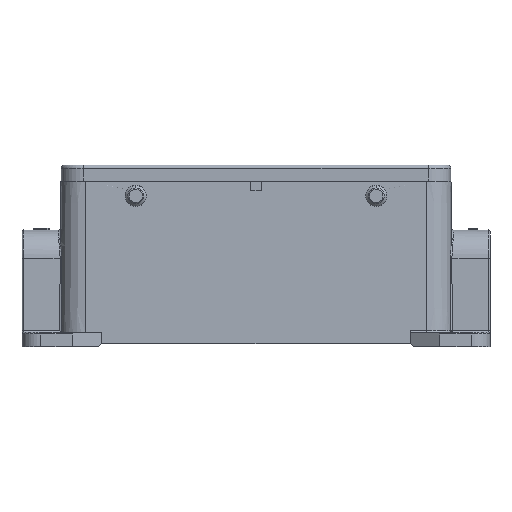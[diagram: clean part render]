
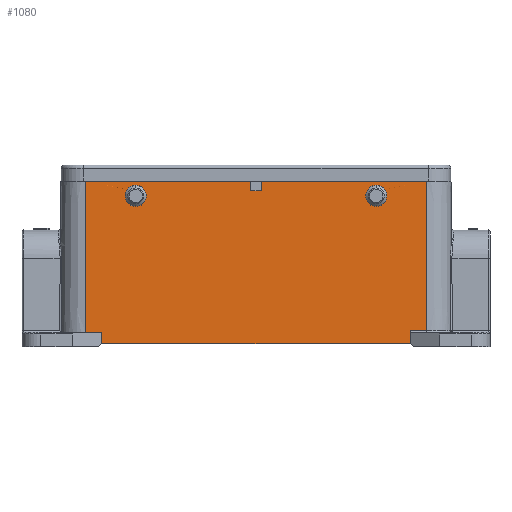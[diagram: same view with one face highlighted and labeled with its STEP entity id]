
A CAD part, left-side view. The second image highlights one B-rep face of the part: STEP entity #1080.
In plain terms, the highlighted planar face has unit normal (-1, 0, 0.009).
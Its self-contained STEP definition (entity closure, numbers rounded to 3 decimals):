
#204=FACE_BOUND('',#2213,.T.);
#205=FACE_BOUND('',#2214,.T.);
#206=FACE_BOUND('',#2215,.T.);
#685=ELLIPSE('',#8403,1.5,1.5);
#687=ELLIPSE('',#8406,1.5,1.5);
#1080=ADVANCED_FACE('',(#204,#205,#206),#1549,.T.);
#1549=PLANE('',#8457);
#2213=EDGE_LOOP('',(#2904,#2905,#2906,#2907,#2908,#2909,#2910,#2911,#2912,
#2913,#2914,#2915));
#2214=EDGE_LOOP('',(#2916));
#2215=EDGE_LOOP('',(#2917));
#2904=ORIENTED_EDGE('',*,*,#6048,.T.);
#2905=ORIENTED_EDGE('',*,*,#6036,.T.);
#2906=ORIENTED_EDGE('',*,*,#6047,.T.);
#2907=ORIENTED_EDGE('',*,*,#6049,.T.);
#2908=ORIENTED_EDGE('',*,*,#6027,.F.);
#2909=ORIENTED_EDGE('',*,*,#6025,.T.);
#2910=ORIENTED_EDGE('',*,*,#6050,.T.);
#2911=ORIENTED_EDGE('',*,*,#6051,.F.);
#2912=ORIENTED_EDGE('',*,*,#6052,.F.);
#2913=ORIENTED_EDGE('',*,*,#6053,.T.);
#2914=ORIENTED_EDGE('',*,*,#6054,.T.);
#2915=ORIENTED_EDGE('',*,*,#6055,.T.);
#2916=ORIENTED_EDGE('',*,*,#5954,.T.);
#2917=ORIENTED_EDGE('',*,*,#5952,.T.);
#5172=VERTEX_POINT('',#11905);
#5174=VERTEX_POINT('',#11910);
#5193=VERTEX_POINT('',#11951);
#5233=VERTEX_POINT('',#12086);
#5234=VERTEX_POINT('',#12088);
#5235=VERTEX_POINT('',#12092);
#5242=VERTEX_POINT('',#12110);
#5243=VERTEX_POINT('',#12111);
#5250=VERTEX_POINT('',#12129);
#5251=VERTEX_POINT('',#12133);
#5252=VERTEX_POINT('',#12136);
#5253=VERTEX_POINT('',#12138);
#5254=VERTEX_POINT('',#12141);
#5255=VERTEX_POINT('',#12143);
#5952=EDGE_CURVE('',#5172,#5172,#685,.T.);
#5954=EDGE_CURVE('',#5174,#5174,#687,.T.);
#6025=EDGE_CURVE('',#5234,#5233,#7178,.T.);
#6027=EDGE_CURVE('',#5234,#5235,#7180,.T.);
#6036=EDGE_CURVE('',#5242,#5243,#7189,.T.);
#6047=EDGE_CURVE('',#5243,#5250,#7196,.T.);
#6048=EDGE_CURVE('',#5251,#5242,#7197,.T.);
#6049=EDGE_CURVE('',#5250,#5235,#7198,.T.);
#6050=EDGE_CURVE('',#5233,#5252,#7199,.T.);
#6051=EDGE_CURVE('',#5253,#5252,#7200,.T.);
#6052=EDGE_CURVE('',#5193,#5253,#7201,.T.);
#6053=EDGE_CURVE('',#5193,#5254,#7202,.T.);
#6054=EDGE_CURVE('',#5254,#5255,#7203,.T.);
#6055=EDGE_CURVE('',#5255,#5251,#7204,.T.);
#7178=LINE('',#12087,#7816);
#7180=LINE('',#12091,#7818);
#7189=LINE('',#12109,#7827);
#7196=LINE('',#12130,#7834);
#7197=LINE('',#12132,#7835);
#7198=LINE('',#12134,#7836);
#7199=LINE('',#12135,#7837);
#7200=LINE('',#12137,#7838);
#7201=LINE('',#12139,#7839);
#7202=LINE('',#12140,#7840);
#7203=LINE('',#12142,#7841);
#7204=LINE('',#12144,#7842);
#7816=VECTOR('',#9471,1.);
#7818=VECTOR('',#9475,1.);
#7827=VECTOR('',#9488,1.);
#7834=VECTOR('',#9505,1.);
#7835=VECTOR('',#9508,1.);
#7836=VECTOR('',#9509,1.);
#7837=VECTOR('',#9510,1.);
#7838=VECTOR('',#9511,1.);
#7839=VECTOR('',#9512,1.);
#7840=VECTOR('',#9513,1.);
#7841=VECTOR('',#9514,1.);
#7842=VECTOR('',#9515,1.);
#8403=AXIS2_PLACEMENT_3D('',#11904,#9345,#9346);
#8406=AXIS2_PLACEMENT_3D('',#11909,#9351,#9352);
#8457=AXIS2_PLACEMENT_3D('',#12145,#9516,#9517);
#9345=DIRECTION('',(1.,0.,-0.009));
#9346=DIRECTION('',(-0.009,0.,-1.));
#9351=DIRECTION('',(1.,0.,-0.009));
#9352=DIRECTION('',(-0.009,0.,-1.));
#9471=DIRECTION('',(0.,1.,0.));
#9475=DIRECTION('',(-0.009,0.,-1.));
#9488=DIRECTION('',(0.,1.,0.));
#9505=DIRECTION('',(-0.009,0.,-1.));
#9508=DIRECTION('',(0.009,0.,1.));
#9509=DIRECTION('',(0.,1.,0.));
#9510=DIRECTION('',(-0.009,0.,-1.));
#9511=DIRECTION('',(0.,1.,0.));
#9512=DIRECTION('',(0.009,0.,1.));
#9513=DIRECTION('',(0.,-1.,0.));
#9514=DIRECTION('',(0.009,0.,1.));
#9515=DIRECTION('',(0.,-1.,0.));
#9516=DIRECTION('',(-1.,0.,0.009));
#9517=DIRECTION('',(0.,1.,0.));
#11904=CARTESIAN_POINT('',(-21.539,37.,46.5));
#11905=CARTESIAN_POINT('',(-21.552,37.,45.));
#11909=CARTESIAN_POINT('',(-21.539,-37.,46.5));
#11910=CARTESIAN_POINT('',(-21.552,-37.,45.));
#11951=CARTESIAN_POINT('',(-21.936,47.5,1.));
#12086=CARTESIAN_POINT('',(-21.5,52.5,51.));
#12087=CARTESIAN_POINT('',(-21.5,1.6,51.));
#12088=CARTESIAN_POINT('',(-21.5,1.6,51.));
#12091=CARTESIAN_POINT('',(-21.5,1.6,51.));
#12092=CARTESIAN_POINT('',(-21.526,1.6,48.));
#12109=CARTESIAN_POINT('',(-21.5,-52.5,51.));
#12110=CARTESIAN_POINT('',(-21.5,-52.5,51.));
#12111=CARTESIAN_POINT('',(-21.5,-1.6,51.));
#12129=CARTESIAN_POINT('',(-21.526,-1.6,48.));
#12130=CARTESIAN_POINT('',(-21.5,-1.6,51.));
#12132=CARTESIAN_POINT('',(-21.901,-52.5,4.996));
#12133=CARTESIAN_POINT('',(-21.901,-52.5,4.996));
#12134=CARTESIAN_POINT('',(-21.526,-1.6,48.));
#12135=CARTESIAN_POINT('',(-21.5,52.5,51.));
#12136=CARTESIAN_POINT('',(-21.906,52.5,4.5));
#12137=CARTESIAN_POINT('',(-21.906,47.5,4.5));
#12138=CARTESIAN_POINT('',(-21.906,47.5,4.5));
#12139=CARTESIAN_POINT('',(-21.936,47.5,1.));
#12140=CARTESIAN_POINT('',(-21.936,47.5,1.));
#12141=CARTESIAN_POINT('',(-21.936,-47.5,1.));
#12142=CARTESIAN_POINT('',(-21.936,-47.5,1.));
#12143=CARTESIAN_POINT('',(-21.901,-47.5,4.996));
#12144=CARTESIAN_POINT('',(-21.901,-47.5,4.996));
#12145=CARTESIAN_POINT('',(-21.5,55.148,51.));
